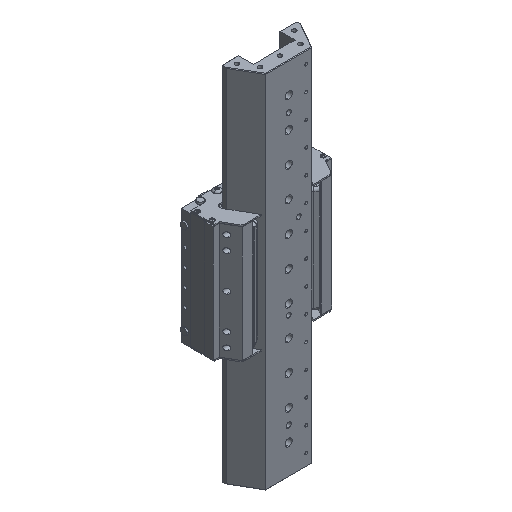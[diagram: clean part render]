
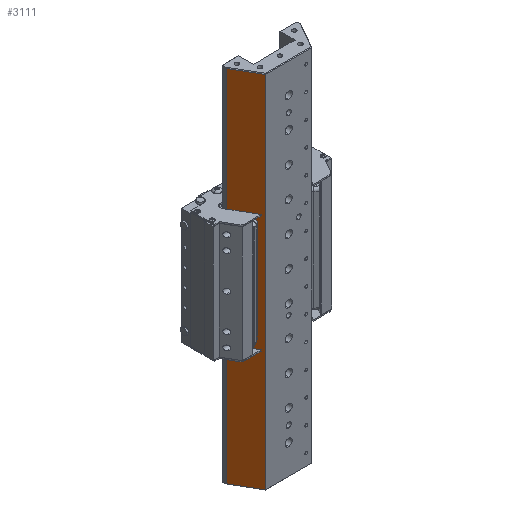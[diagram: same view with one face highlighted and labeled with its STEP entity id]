
A CAD part, isometric view. The second image highlights one B-rep face of the part: STEP entity #3111.
In plain terms, the highlighted face is planar.
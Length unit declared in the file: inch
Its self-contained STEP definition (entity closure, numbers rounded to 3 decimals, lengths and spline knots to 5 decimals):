
#412 = PLANE ( 'NONE',  #23410 ) ;
#679 = VERTEX_POINT ( 'NONE', #18623 ) ;
#1835 = EDGE_CURVE ( 'NONE', #679, #24805, #27735, .T. ) ;
#2272 = ORIENTED_EDGE ( 'NONE', *, *, #1835, .T. ) ;
#3111 = ADVANCED_FACE ( 'NONE', ( #12542 ), #412, .T. ) ;
#3291 = CARTESIAN_POINT ( 'NONE',  ( 1.15409, 0., -8.97 ) ) ;
#4275 = EDGE_CURVE ( 'NONE', #20683, #679, #38268, .T. ) ;
#6098 = VECTOR ( 'NONE', #20884, 39.37008 ) ;
#6702 = DIRECTION ( 'NONE',  ( 0.866, -0.5, 0. ) ) ;
#8545 = CARTESIAN_POINT ( 'NONE',  ( 1.15409, 0., 8.97 ) ) ;
#10885 = EDGE_CURVE ( 'NONE', #25289, #20683, #29438, .T. ) ;
#12542 = FACE_OUTER_BOUND ( 'NONE', #20116, .T. ) ;
#14273 = DIRECTION ( 'NONE',  ( 0.5, 0.866, 0. ) ) ;
#18388 = ORIENTED_EDGE ( 'NONE', *, *, #10885, .T. ) ;
#18623 = CARTESIAN_POINT ( 'NONE',  ( 1.87, 1.24, 8.97 ) ) ;
#20116 = EDGE_LOOP ( 'NONE', ( #28189, #18388, #23582, #2272 ) ) ;
#20683 = VERTEX_POINT ( 'NONE', #39365 ) ;
#20884 = DIRECTION ( 'NONE',  ( -0.5, -0.866, 0. ) ) ;
#23410 = AXIS2_PLACEMENT_3D ( 'NONE', #38008, #6702, #34752 ) ;
#23582 = ORIENTED_EDGE ( 'NONE', *, *, #4275, .T. ) ;
#23744 = VECTOR ( 'NONE', #32197, 39.37008 ) ;
#24259 = VECTOR ( 'NONE', #14273, 39.37008 ) ;
#24404 = CARTESIAN_POINT ( 'NONE',  ( 1.15409, 0., 8.97 ) ) ;
#24805 = VERTEX_POINT ( 'NONE', #24404 ) ;
#25289 = VERTEX_POINT ( 'NONE', #3291 ) ;
#27239 = CARTESIAN_POINT ( 'NONE',  ( 1.87, 1.24, -8.97 ) ) ;
#27735 = LINE ( 'NONE', #8545, #6098 ) ;
#28189 = ORIENTED_EDGE ( 'NONE', *, *, #34125, .F. ) ;
#29438 = LINE ( 'NONE', #27239, #24259 ) ;
#30741 = DIRECTION ( 'NONE',  ( 0., 0., 1. ) ) ;
#31194 = VECTOR ( 'NONE', #30741, 39.37008 ) ;
#31547 = CARTESIAN_POINT ( 'NONE',  ( 1.15409, 0., -9. ) ) ;
#32197 = DIRECTION ( 'NONE',  ( 0., 0., 1. ) ) ;
#34125 = EDGE_CURVE ( 'NONE', #25289, #24805, #34541, .T. ) ;
#34541 = LINE ( 'NONE', #31547, #31194 ) ;
#34752 = DIRECTION ( 'NONE',  ( 0.5, 0.866, 0. ) ) ;
#35820 = CARTESIAN_POINT ( 'NONE',  ( 1.87, 1.24, -9. ) ) ;
#38008 = CARTESIAN_POINT ( 'NONE',  ( 1.87, 1.24, -9. ) ) ;
#38268 = LINE ( 'NONE', #35820, #23744 ) ;
#39365 = CARTESIAN_POINT ( 'NONE',  ( 1.87, 1.24, -8.97 ) ) ;
